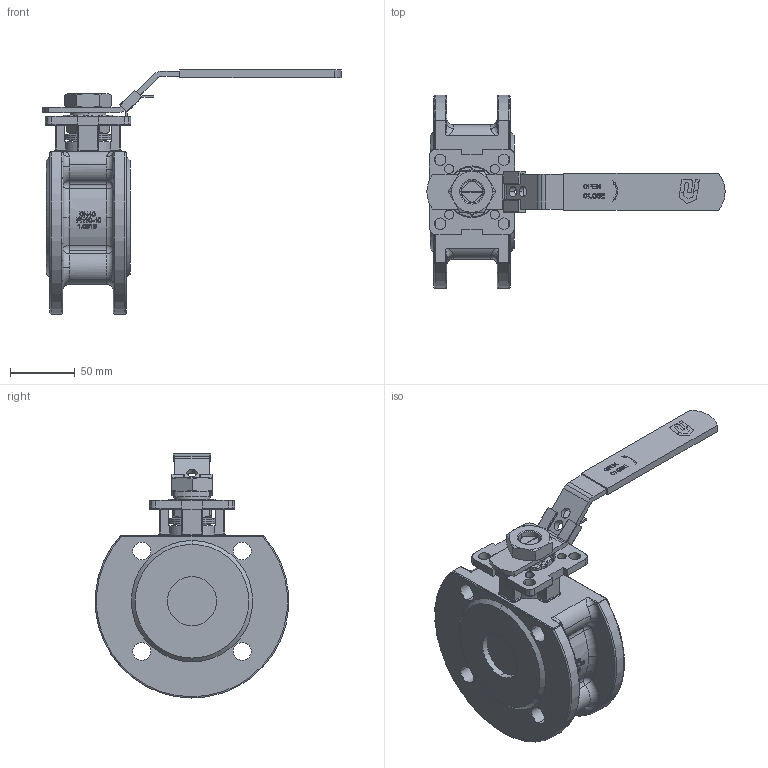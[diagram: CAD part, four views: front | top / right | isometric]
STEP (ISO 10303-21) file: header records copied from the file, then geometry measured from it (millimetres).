
FILE_DESCRIPTION(('HOOPS Exchange Step'),'2;1');
FILE_NAME('FK0301_DN40.stp','2025-07-24T11:56:31+02:00',('nieru'),('Unknown organisation'),'HOOPS Exchange 2024.2','HOOPS Exchange','Unknown authorisation');
FILE_SCHEMA( ('AP203_CONFIGURATION_CONTROLLED_3D_DESIGN_OF_MECHANICAL_PARTS_AND_ASSEMBLIES_MIM_LF') );
Length unit declared in the file: millimetre
Products named in the file (2): 0; root
Assembly tree (1 placements, depth 2):
  root
    0
Bounding box: 231 x 149.52 x 189 mm (x, y, z)
Volume: 782067.1 mm3; surface area: 120719.5 mm2
Topology: 1 solids, 1 shells, 1389 faces, 4013 edges, 2544 vertices
Faces by surface type: plane 472, cylinder 470, bspline 270, torus 70, cone 63, sphere 44
Entity records: 71414 total; most frequent: CARTESIAN_POINT 37908, ORIENTED_EDGE 7930, DIRECTION 5657, EDGE_CURVE 3965, VERTEX_POINT 2543, AXIS2_PLACEMENT_3D 1976, VECTOR 1705, LINE 1705
